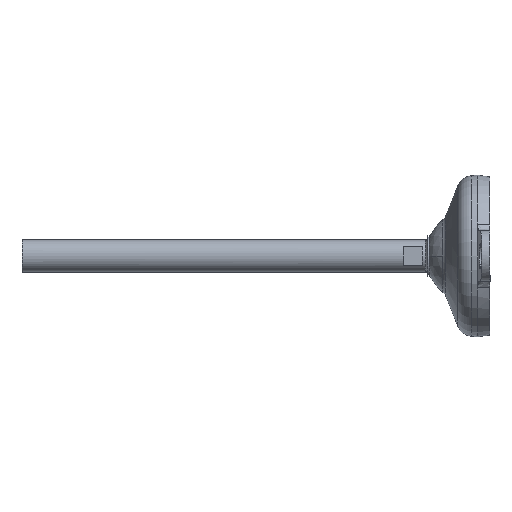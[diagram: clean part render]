
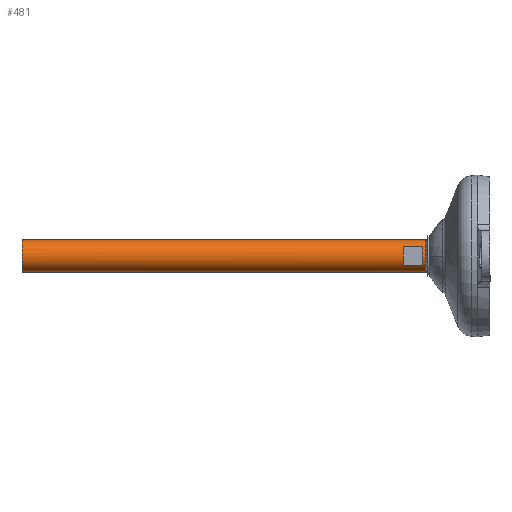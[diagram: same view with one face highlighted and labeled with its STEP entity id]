
A CAD part, left-side view. The second image highlights one B-rep face of the part: STEP entity #481.
In plain terms, the highlighted cylindrical face has radius 8 mm (diameter 16 mm), a partial arc.
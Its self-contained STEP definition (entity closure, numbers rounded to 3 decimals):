
#53 = VERTEX_POINT ( 'NONE', #1117 ) ;
#66 = DIRECTION ( 'NONE',  ( 0., -1., 0. ) ) ;
#87 = CARTESIAN_POINT ( 'NONE',  ( -6.5, 43., -4.664 ) ) ;
#101 = CIRCLE ( 'NONE', #1395, 8. ) ;
#102 = CARTESIAN_POINT ( 'NONE',  ( 0., 231.5, 8. ) ) ;
#120 = ORIENTED_EDGE ( 'NONE', *, *, #1094, .F. ) ;
#122 = VERTEX_POINT ( 'NONE', #564 ) ;
#158 = FACE_BOUND ( 'NONE', #1194, .T. ) ;
#184 = VERTEX_POINT ( 'NONE', #102 ) ;
#215 = VERTEX_POINT ( 'NONE', #749 ) ;
#239 = CIRCLE ( 'NONE', #1370, 8. ) ;
#301 = DIRECTION ( 'NONE',  ( 0., 0., -1. ) ) ;
#341 = EDGE_CURVE ( 'NONE', #828, #530, #640, .T. ) ;
#357 = DIRECTION ( 'NONE',  ( 0., -1., 0. ) ) ;
#384 = ORIENTED_EDGE ( 'NONE', *, *, #857, .T. ) ;
#393 = DIRECTION ( 'NONE',  ( 0., 1., 0. ) ) ;
#397 = DIRECTION ( 'NONE',  ( 0., -1., 0. ) ) ;
#409 = DIRECTION ( 'NONE',  ( 0., -1., 0. ) ) ;
#445 = ORIENTED_EDGE ( 'NONE', *, *, #1621, .T. ) ;
#481 = ADVANCED_FACE ( 'NONE', ( #1630, #158 ), #1616, .T. ) ;
#509 = AXIS2_PLACEMENT_3D ( 'NONE', #560, #409, #1515 ) ;
#530 = VERTEX_POINT ( 'NONE', #87 ) ;
#538 = CIRCLE ( 'NONE', #1664, 8. ) ;
#560 = CARTESIAN_POINT ( 'NONE',  ( 0., 0., 0. ) ) ;
#561 = ORIENTED_EDGE ( 'NONE', *, *, #781, .T. ) ;
#564 = CARTESIAN_POINT ( 'NONE',  ( 0., 32., 8. ) ) ;
#569 = CARTESIAN_POINT ( 'NONE',  ( -6.5, 33.5, -4.664 ) ) ;
#588 = DIRECTION ( 'NONE',  ( 0., 1., 0. ) ) ;
#598 = DIRECTION ( 'NONE',  ( 0., -1., 0. ) ) ;
#626 = VECTOR ( 'NONE', #66, 1000. ) ;
#634 = EDGE_CURVE ( 'NONE', #122, #215, #771, .T. ) ;
#640 = LINE ( 'NONE', #916, #1059 ) ;
#719 = CARTESIAN_POINT ( 'NONE',  ( 0., 33.5, 0. ) ) ;
#748 = DIRECTION ( 'NONE',  ( 0., -1., 0. ) ) ;
#749 = CARTESIAN_POINT ( 'NONE',  ( 0., 32., -8. ) ) ;
#771 = CIRCLE ( 'NONE', #1722, 8. ) ;
#781 = EDGE_CURVE ( 'NONE', #1190, #828, #101, .T. ) ;
#828 = VERTEX_POINT ( 'NONE', #569 ) ;
#831 = CARTESIAN_POINT ( 'NONE',  ( 0., 231.5, -8. ) ) ;
#832 = EDGE_CURVE ( 'NONE', #1174, #215, #865, .T. ) ;
#857 = EDGE_CURVE ( 'NONE', #184, #1174, #239, .T. ) ;
#860 = CARTESIAN_POINT ( 'NONE',  ( -6.5, 33.5, 4.664 ) ) ;
#865 = LINE ( 'NONE', #1514, #626 ) ;
#877 = EDGE_CURVE ( 'NONE', #530, #53, #538, .T. ) ;
#883 = DIRECTION ( 'NONE',  ( 0., 0., -1. ) ) ;
#916 = CARTESIAN_POINT ( 'NONE',  ( -6.5, 0., -4.664 ) ) ;
#974 = VECTOR ( 'NONE', #748, 1000. ) ;
#976 = DIRECTION ( 'NONE',  ( 0., -1., 0. ) ) ;
#999 = LINE ( 'NONE', #1531, #974 ) ;
#1059 = VECTOR ( 'NONE', #393, 1000. ) ;
#1091 = ORIENTED_EDGE ( 'NONE', *, *, #341, .T. ) ;
#1094 = EDGE_CURVE ( 'NONE', #184, #122, #1606, .T. ) ;
#1117 = CARTESIAN_POINT ( 'NONE',  ( -6.5, 43., 4.664 ) ) ;
#1121 = CARTESIAN_POINT ( 'NONE',  ( 0., 231.5, 0. ) ) ;
#1140 = DIRECTION ( 'NONE',  ( 0., 0., 1. ) ) ;
#1174 = VERTEX_POINT ( 'NONE', #831 ) ;
#1190 = VERTEX_POINT ( 'NONE', #860 ) ;
#1194 = EDGE_LOOP ( 'NONE', ( #1091, #1551, #445, #561 ) ) ;
#1206 = VECTOR ( 'NONE', #397, 1000. ) ;
#1255 = CARTESIAN_POINT ( 'NONE',  ( 0., 43., 0. ) ) ;
#1283 = CARTESIAN_POINT ( 'NONE',  ( 0., 32., 0. ) ) ;
#1286 = ORIENTED_EDGE ( 'NONE', *, *, #832, .T. ) ;
#1298 = EDGE_LOOP ( 'NONE', ( #120, #384, #1286, #1431 ) ) ;
#1370 = AXIS2_PLACEMENT_3D ( 'NONE', #1121, #598, #1522 ) ;
#1395 = AXIS2_PLACEMENT_3D ( 'NONE', #719, #976, #301 ) ;
#1431 = ORIENTED_EDGE ( 'NONE', *, *, #634, .F. ) ;
#1514 = CARTESIAN_POINT ( 'NONE',  ( 0., 0., -8. ) ) ;
#1515 = DIRECTION ( 'NONE',  ( 0., 0., -1. ) ) ;
#1522 = DIRECTION ( 'NONE',  ( 0., 0., -1. ) ) ;
#1531 = CARTESIAN_POINT ( 'NONE',  ( -6.5, 0., 4.664 ) ) ;
#1551 = ORIENTED_EDGE ( 'NONE', *, *, #877, .T. ) ;
#1599 = CARTESIAN_POINT ( 'NONE',  ( 0., 0., 8. ) ) ;
#1606 = LINE ( 'NONE', #1599, #1206 ) ;
#1616 = CYLINDRICAL_SURFACE ( 'NONE', #509, 8. ) ;
#1621 = EDGE_CURVE ( 'NONE', #53, #1190, #999, .T. ) ;
#1630 = FACE_OUTER_BOUND ( 'NONE', #1298, .T. ) ;
#1664 = AXIS2_PLACEMENT_3D ( 'NONE', #1255, #588, #1140 ) ;
#1722 = AXIS2_PLACEMENT_3D ( 'NONE', #1283, #357, #883 ) ;
